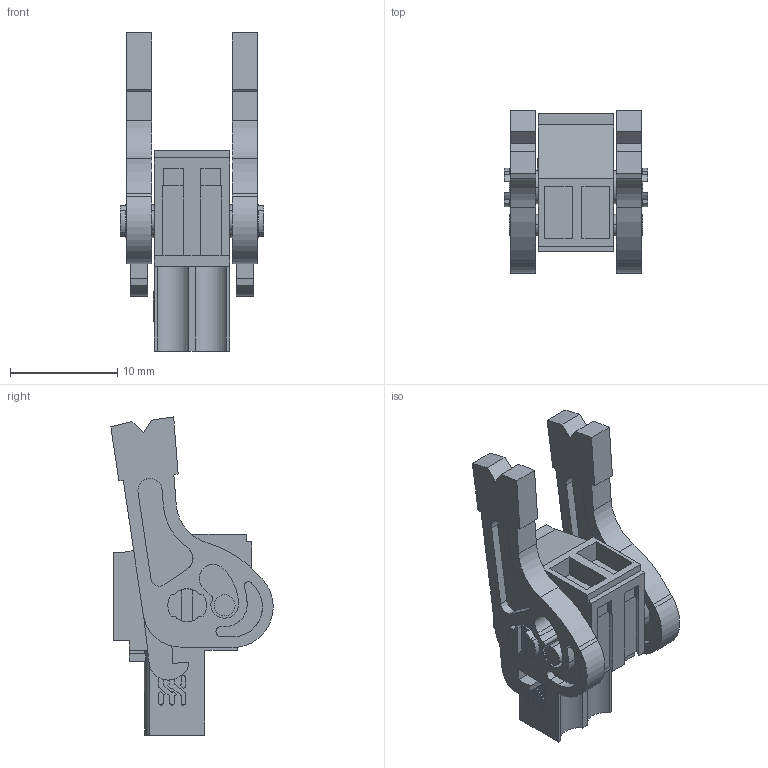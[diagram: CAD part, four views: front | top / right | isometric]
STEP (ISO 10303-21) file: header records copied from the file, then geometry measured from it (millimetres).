
FILE_DESCRIPTION(('CATIA V5 STEP Exchange','CAx-IF Rec.Pracs.--- Model Styling and Organization---1.2---2011-12-15'),'2;1');
FILE_NAME ('D1452676_0_1530990000_1530990000.stp','2017-04-25T12:45:50+00:00',('none'),('Weidmueller'),'CATIA Version 5-6 Release 2014','CATIA V5 STEP AP214','none');
FILE_SCHEMA(('AUTOMOTIVE_DESIGN { 1 0 10303 214 1 1 1 1 }'));
Length unit declared in the file: millimetre
Products named in the file (1): 1530990000
Bounding box: 13.4 x 15.12 x 29.66 mm (x, y, z)
Volume: 1691.7 mm3; surface area: 2376.5 mm2
Topology: 5 solids, 5 shells, 357 faces, 969 edges, 648 vertices
Faces by surface type: plane 245, extrusion 60, cylinder 52
Entity records: 11546 total; most frequent: CARTESIAN_POINT 3066, ORIENTED_EDGE 1938, DIRECTION 1321, EDGE_CURVE 969, VECTOR 723, LINE 663, VERTEX_POINT 648, EDGE_LOOP 391
